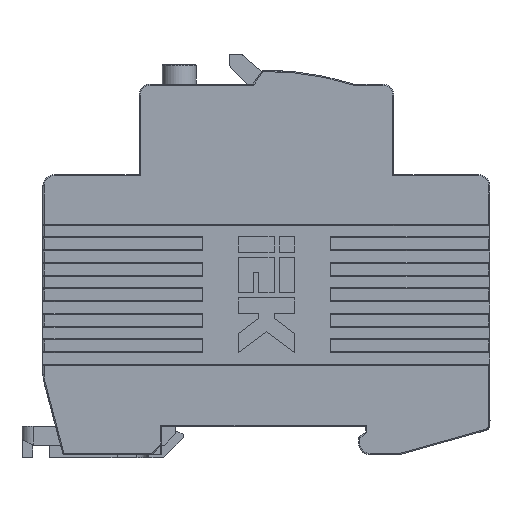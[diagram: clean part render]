
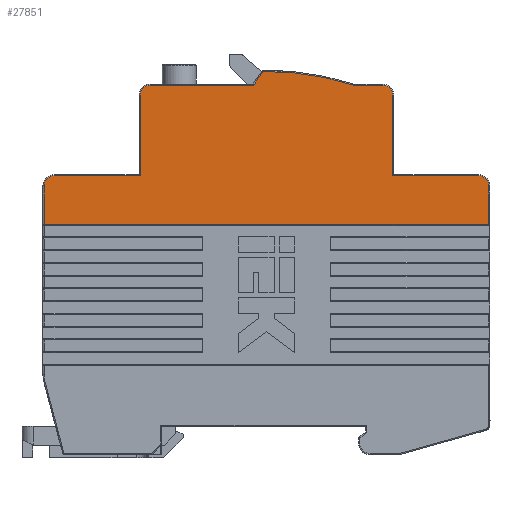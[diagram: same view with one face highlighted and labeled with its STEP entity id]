
A CAD part, front view. The second image highlights one B-rep face of the part: STEP entity #27851.
In plain terms, the highlighted planar face has unit normal (0, -1, 0).
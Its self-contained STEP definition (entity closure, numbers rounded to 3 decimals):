
#221 = VERTEX_POINT ( 'NONE', #40615 ) ;
#521 = DIRECTION ( 'NONE',  ( -1., 0., 0. ) ) ;
#902 = LINE ( 'NONE', #23829, #22469 ) ;
#1334 = DIRECTION ( 'NONE',  ( 0., 0., -1. ) ) ;
#1888 = EDGE_CURVE ( 'NONE', #43548, #4367, #43215, .T. ) ;
#2024 = CARTESIAN_POINT ( 'NONE',  ( -64.527, -10.536, 13.962 ) ) ;
#2088 = EDGE_CURVE ( 'NONE', #15571, #29348, #14192, .T. ) ;
#2248 = EDGE_LOOP ( 'NONE', ( #23991, #3341, #10603, #6359, #9387, #4191, #12192, #25405, #4917, #40880, #7202, #34851, #10401, #23910, #20606 ) ) ;
#2385 = DIRECTION ( 'NONE',  ( 0., -1., 0. ) ) ;
#2483 = DIRECTION ( 'NONE',  ( 0., -1., 0. ) ) ;
#2544 = AXIS2_PLACEMENT_3D ( 'NONE', #22550, #2385, #25947 ) ;
#2957 = VERTEX_POINT ( 'NONE', #36715 ) ;
#3094 = VERTEX_POINT ( 'NONE', #7171 ) ;
#3341 = ORIENTED_EDGE ( 'NONE', *, *, #2088, .T. ) ;
#3816 = CARTESIAN_POINT ( 'NONE',  ( -15.971, -10.536, 32.378 ) ) ;
#3945 = CARTESIAN_POINT ( 'NONE',  ( 6.922, -10.536, 28.162 ) ) ;
#4191 = ORIENTED_EDGE ( 'NONE', *, *, #35257, .T. ) ;
#4211 = CARTESIAN_POINT ( 'NONE',  ( -54.678, -10.536, 5.362 ) ) ;
#4367 = VERTEX_POINT ( 'NONE', #29819 ) ;
#4908 = CIRCLE ( 'NONE', #5586, 50. ) ;
#4917 = ORIENTED_EDGE ( 'NONE', *, *, #26775, .T. ) ;
#5586 = AXIS2_PLACEMENT_3D ( 'NONE', #16045, #39621, #19391 ) ;
#5681 = CARTESIAN_POINT ( 'NONE',  ( -17.663, -10.536, 29.962 ) ) ;
#5715 = PLANE ( 'NONE',  #42069 ) ;
#5984 = CARTESIAN_POINT ( 'NONE',  ( 24.222, -10.536, 5.362 ) ) ;
#6082 = VECTOR ( 'NONE', #15173, 1000. ) ;
#6088 = LINE ( 'NONE', #2024, #15110 ) ;
#6359 = ORIENTED_EDGE ( 'NONE', *, *, #16146, .T. ) ;
#6941 = CARTESIAN_POINT ( 'NONE',  ( 22.122, -10.536, 13.962 ) ) ;
#7171 = CARTESIAN_POINT ( 'NONE',  ( -52.878, -10.536, 13.962 ) ) ;
#7202 = ORIENTED_EDGE ( 'NONE', *, *, #13971, .T. ) ;
#7257 = EDGE_CURVE ( 'NONE', #29348, #17125, #11233, .T. ) ;
#8432 = VECTOR ( 'NONE', #40206, 1000. ) ;
#9387 = ORIENTED_EDGE ( 'NONE', *, *, #20103, .T. ) ;
#10401 = ORIENTED_EDGE ( 'NONE', *, *, #40788, .T. ) ;
#10451 = DIRECTION ( 'NONE',  ( 0., -1., 0. ) ) ;
#10603 = ORIENTED_EDGE ( 'NONE', *, *, #7257, .T. ) ;
#11233 = CIRCLE ( 'NONE', #30088, 1.8 ) ;
#11411 = AXIS2_PLACEMENT_3D ( 'NONE', #30661, #10451, #34038 ) ;
#12192 = ORIENTED_EDGE ( 'NONE', *, *, #21607, .T. ) ;
#13971 = EDGE_CURVE ( 'NONE', #23930, #221, #41655, .T. ) ;
#14192 = LINE ( 'NONE', #20629, #40020 ) ;
#14362 = CARTESIAN_POINT ( 'NONE',  ( -17.603, -10.536, 30.047 ) ) ;
#14790 = VECTOR ( 'NONE', #19701, 1000. ) ;
#15110 = VECTOR ( 'NONE', #22175, 1000. ) ;
#15173 = DIRECTION ( 'NONE',  ( 0., 0., -1. ) ) ;
#15571 = VERTEX_POINT ( 'NONE', #5681 ) ;
#16045 = CARTESIAN_POINT ( 'NONE',  ( -15.379, -10.536, -17.619 ) ) ;
#16146 = EDGE_CURVE ( 'NONE', #17125, #17682, #21285, .T. ) ;
#16754 = CIRCLE ( 'NONE', #2544, 1.8 ) ;
#16957 = VERTEX_POINT ( 'NONE', #3816 ) ;
#17125 = VERTEX_POINT ( 'NONE', #38487 ) ;
#17682 = VERTEX_POINT ( 'NONE', #18660 ) ;
#18631 = VERTEX_POINT ( 'NONE', #3945 ) ;
#18660 = CARTESIAN_POINT ( 'NONE',  ( -37.678, -10.536, 13.962 ) ) ;
#18776 = CARTESIAN_POINT ( 'NONE',  ( -35.878, -10.536, 28.162 ) ) ;
#19115 = VERTEX_POINT ( 'NONE', #4211 ) ;
#19391 = DIRECTION ( 'NONE',  ( 0., 0., -1. ) ) ;
#19701 = DIRECTION ( 'NONE',  ( -1., 0., 0. ) ) ;
#19832 = CARTESIAN_POINT ( 'NONE',  ( -64.527, -10.536, 29.962 ) ) ;
#20103 = EDGE_CURVE ( 'NONE', #17682, #3094, #6088, .T. ) ;
#20230 = CIRCLE ( 'NONE', #23154, 1.8 ) ;
#20477 = VECTOR ( 'NONE', #27986, 1000. ) ;
#20606 = ORIENTED_EDGE ( 'NONE', *, *, #31580, .T. ) ;
#20629 = CARTESIAN_POINT ( 'NONE',  ( -64.527, -10.536, 29.962 ) ) ;
#21056 = DIRECTION ( 'NONE',  ( -0.574, 0., -0.819 ) ) ;
#21285 = LINE ( 'NONE', #32938, #39306 ) ;
#21464 = DIRECTION ( 'NONE',  ( 0., -1., 0. ) ) ;
#21538 = LINE ( 'NONE', #37700, #20477 ) ;
#21607 = EDGE_CURVE ( 'NONE', #34536, #19115, #31986, .T. ) ;
#22126 = DIRECTION ( 'NONE',  ( 0., 0., -1. ) ) ;
#22175 = DIRECTION ( 'NONE',  ( -1., 0., 0. ) ) ;
#22469 = VECTOR ( 'NONE', #30692, 1000. ) ;
#22549 = VERTEX_POINT ( 'NONE', #22554 ) ;
#22550 = CARTESIAN_POINT ( 'NONE',  ( 22.122, -10.536, 12.162 ) ) ;
#22554 = CARTESIAN_POINT ( 'NONE',  ( 23.922, -10.536, 12.162 ) ) ;
#22645 = CARTESIAN_POINT ( 'NONE',  ( -64.527, -10.536, -13.304 ) ) ;
#23154 = AXIS2_PLACEMENT_3D ( 'NONE', #41706, #21464, #1334 ) ;
#23829 = CARTESIAN_POINT ( 'NONE',  ( 6.922, -10.536, 28.162 ) ) ;
#23910 = ORIENTED_EDGE ( 'NONE', *, *, #1888, .T. ) ;
#23930 = VERTEX_POINT ( 'NONE', #6941 ) ;
#23991 = ORIENTED_EDGE ( 'NONE', *, *, #36347, .T. ) ;
#24439 = EDGE_CURVE ( 'NONE', #221, #18631, #902, .T. ) ;
#25131 = VECTOR ( 'NONE', #29602, 1000. ) ;
#25405 = ORIENTED_EDGE ( 'NONE', *, *, #33532, .F. ) ;
#25947 = DIRECTION ( 'NONE',  ( 0., 0., -1. ) ) ;
#26062 = DIRECTION ( 'NONE',  ( 0., 0., -1. ) ) ;
#26540 = CARTESIAN_POINT ( 'NONE',  ( 5.122, -10.536, 29.962 ) ) ;
#26775 = EDGE_CURVE ( 'NONE', #2957, #22549, #21538, .T. ) ;
#27851 = ADVANCED_FACE ( 'NONE', ( #40337 ), #5715, .T. ) ;
#27986 = DIRECTION ( 'NONE',  ( 0., 0., 1. ) ) ;
#28044 = VECTOR ( 'NONE', #21056, 1000. ) ;
#29076 = DIRECTION ( 'NONE',  ( 0., 0., -1. ) ) ;
#29084 = LINE ( 'NONE', #14362, #28044 ) ;
#29348 = VERTEX_POINT ( 'NONE', #32885 ) ;
#29602 = DIRECTION ( 'NONE',  ( -1., 0., 0. ) ) ;
#29819 = CARTESIAN_POINT ( 'NONE',  ( -0.014, -10.536, 29.962 ) ) ;
#30088 = AXIS2_PLACEMENT_3D ( 'NONE', #18776, #42361, #22126 ) ;
#30661 = CARTESIAN_POINT ( 'NONE',  ( 5.122, -10.536, 28.162 ) ) ;
#30692 = DIRECTION ( 'NONE',  ( 0., 0., 1. ) ) ;
#31580 = EDGE_CURVE ( 'NONE', #4367, #16957, #4908, .T. ) ;
#31986 = LINE ( 'NONE', #38900, #6082 ) ;
#32857 = EDGE_CURVE ( 'NONE', #22549, #23930, #16754, .T. ) ;
#32885 = CARTESIAN_POINT ( 'NONE',  ( -35.878, -10.536, 29.962 ) ) ;
#32938 = CARTESIAN_POINT ( 'NONE',  ( -37.678, -10.536, 14.162 ) ) ;
#33532 = EDGE_CURVE ( 'NONE', #2957, #19115, #43082, .T. ) ;
#34038 = DIRECTION ( 'NONE',  ( 0., 0., -1. ) ) ;
#34536 = VERTEX_POINT ( 'NONE', #39684 ) ;
#34851 = ORIENTED_EDGE ( 'NONE', *, *, #24439, .T. ) ;
#35257 = EDGE_CURVE ( 'NONE', #3094, #34536, #20230, .T. ) ;
#36347 = EDGE_CURVE ( 'NONE', #16957, #15571, #29084, .T. ) ;
#36715 = CARTESIAN_POINT ( 'NONE',  ( 23.922, -10.536, 5.362 ) ) ;
#37700 = CARTESIAN_POINT ( 'NONE',  ( 23.922, -10.536, 12.162 ) ) ;
#38487 = CARTESIAN_POINT ( 'NONE',  ( -37.678, -10.536, 28.162 ) ) ;
#38900 = CARTESIAN_POINT ( 'NONE',  ( -54.678, -10.536, 5.362 ) ) ;
#39306 = VECTOR ( 'NONE', #29076, 1000. ) ;
#39621 = DIRECTION ( 'NONE',  ( 0., -1., 0. ) ) ;
#39684 = CARTESIAN_POINT ( 'NONE',  ( -54.678, -10.536, 12.162 ) ) ;
#40020 = VECTOR ( 'NONE', #521, 1000. ) ;
#40080 = CARTESIAN_POINT ( 'NONE',  ( -64.527, -10.536, 13.962 ) ) ;
#40206 = DIRECTION ( 'NONE',  ( -1., 0., 0. ) ) ;
#40337 = FACE_OUTER_BOUND ( 'NONE', #2248, .T. ) ;
#40615 = CARTESIAN_POINT ( 'NONE',  ( 6.922, -10.536, 13.962 ) ) ;
#40788 = EDGE_CURVE ( 'NONE', #18631, #43548, #43440, .T. ) ;
#40880 = ORIENTED_EDGE ( 'NONE', *, *, #32857, .T. ) ;
#41655 = LINE ( 'NONE', #40080, #14790 ) ;
#41706 = CARTESIAN_POINT ( 'NONE',  ( -52.878, -10.536, 12.162 ) ) ;
#42069 = AXIS2_PLACEMENT_3D ( 'NONE', #22645, #2483, #26062 ) ;
#42361 = DIRECTION ( 'NONE',  ( 0., -1., 0. ) ) ;
#43082 = LINE ( 'NONE', #5984, #25131 ) ;
#43215 = LINE ( 'NONE', #19832, #8432 ) ;
#43440 = CIRCLE ( 'NONE', #11411, 1.8 ) ;
#43548 = VERTEX_POINT ( 'NONE', #26540 ) ;
